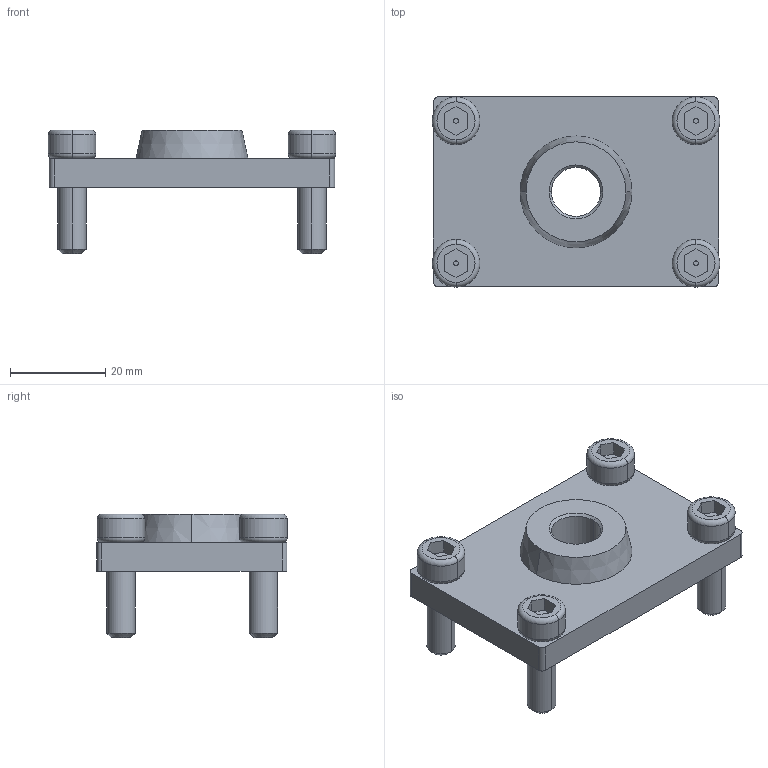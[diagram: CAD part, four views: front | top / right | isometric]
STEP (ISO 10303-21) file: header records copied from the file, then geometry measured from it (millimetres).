
FILE_DESCRIPTION (( 'STEP AP214' ), '1' );
FILE_NAME ('A332 Àäàïòåð 40õ60 (Àëþì) äëÿ îïîðû Ì12.STEP', '2019-05-24T12:15:28', ( 'Windows User' ), ( '' ), 'SwSTEP 2.0', 'SolidWorks 2018', '' );
FILE_SCHEMA (( 'AUTOMOTIVE_DESIGN' ));
Length unit declared in the file: millimetre
Products named in the file (3): A332 Àäàïòåð 40õ60 (Àëþì) äëÿ îïîðû Ì12; A332 Àäàïòåð 40õ60 (Àëþì) äëÿ îïîðû Ì12, Âèíò(1)_00; A332 Àäàïòåð 40õ60 (Àëþì) äëÿ îïîðû Ì12_00
Assembly tree (5 placements, depth 2):
  A332 Àäàïòåð 40õ60 (Àëþì) äëÿ îïîðû Ì12
    A332 Àäàïòåð 40õ60 (Àëþì) äëÿ îïîðû Ì12_00
    A332 Àäàïòåð 40õ60 (Àëþì) äëÿ îïîðû Ì12, Âèíò(1)_00  x4
Bounding box: 60.4 x 39.95 x 26 mm (x, y, z)
Volume: 18577.3 mm3; surface area: 9730.5 mm2
Topology: 5 solids, 5 shells, 137 faces, 296 edges, 188 vertices
Faces by surface type: plane 57, cylinder 50, torus 16, cone 14
Entity records: 2116 total; most frequent: DIRECTION 386, CARTESIAN_POINT 326, ORIENTED_EDGE 304, AXIS2_PLACEMENT_3D 158, EDGE_CURVE 152, VERTEX_POINT 98, EDGE_LOOP 88, CIRCLE 82
